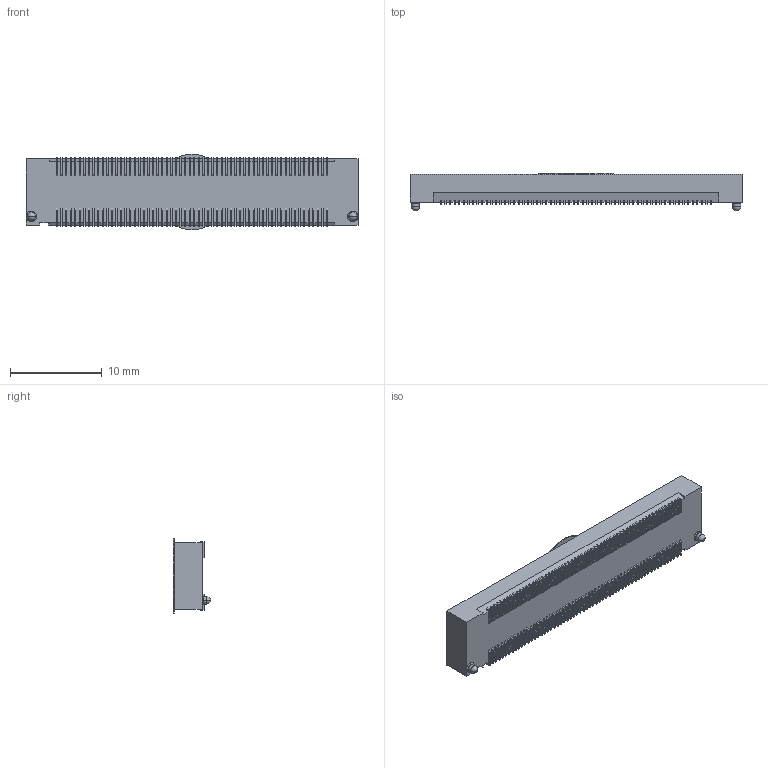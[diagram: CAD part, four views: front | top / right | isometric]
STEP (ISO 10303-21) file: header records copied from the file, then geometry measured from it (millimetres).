
FILE_DESCRIPTION (( 'STEP AP203' ), '1' );
FILE_NAME ('REF-177857-03.step', '2018-03-16T16:47:58', ( '' ), ( '' ), 'SwSTEP 2.0', 'SolidWorks 2016', '' );
FILE_SCHEMA (( 'CONFIG_CONTROL_DESIGN' ));
Length unit declared in the file: millimetre
Products named in the file (1): REF-177857-03
Bounding box: 36.28 x 4.13 x 8.25 mm (x, y, z)
Volume: 519.1 mm3; surface area: 1541.6 mm2
Topology: 2 solids, 2 shells, 1550 faces, 4244 edges, 2820 vertices
Faces by surface type: plane 1292, cylinder 248, torus 6, sphere 4
Entity records: 48553 total; most frequent: CARTESIAN_POINT 8607, ORIENTED_EDGE 8476, DIRECTION 7852, EDGE_CURVE 4238, LINE 3726, VECTOR 3726, VERTEX_POINT 2818, AXIS2_PLACEMENT_3D 2063
